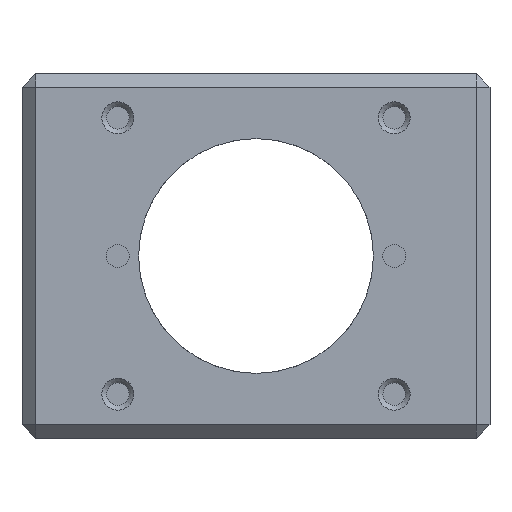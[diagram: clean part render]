
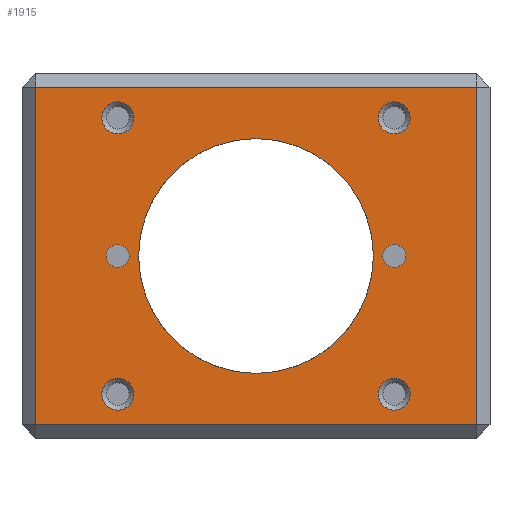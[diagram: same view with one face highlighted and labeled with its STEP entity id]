
A CAD part, front view. The second image highlights one B-rep face of the part: STEP entity #1915.
In plain terms, the highlighted planar face has unit normal (0, -1, 0).
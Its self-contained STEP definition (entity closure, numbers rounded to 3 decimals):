
#42=FACE_BOUND('',#317,.T.);
#43=FACE_BOUND('',#318,.T.);
#44=FACE_BOUND('',#319,.T.);
#45=FACE_BOUND('',#320,.T.);
#46=FACE_BOUND('',#321,.T.);
#47=FACE_BOUND('',#322,.T.);
#48=FACE_BOUND('',#323,.T.);
#93=PLANE('',#2138);
#178=FACE_OUTER_BOUND('',#316,.T.);
#316=EDGE_LOOP('',(#1474,#1475,#1476,#1477));
#317=EDGE_LOOP('',(#1478));
#318=EDGE_LOOP('',(#1479));
#319=EDGE_LOOP('',(#1480,#1481));
#320=EDGE_LOOP('',(#1482,#1483));
#321=EDGE_LOOP('',(#1484,#1485));
#322=EDGE_LOOP('',(#1486));
#323=EDGE_LOOP('',(#1487));
#464=LINE('',#3235,#574);
#465=LINE('',#3237,#575);
#466=LINE('',#3239,#576);
#467=LINE('',#3240,#577);
#574=VECTOR('',#2579,10.);
#575=VECTOR('',#2580,10.);
#576=VECTOR('',#2581,10.);
#577=VECTOR('',#2582,10.);
#726=CIRCLE('',#2135,1.73);
#729=CIRCLE('',#2139,1.73);
#730=CIRCLE('',#2140,1.73);
#731=CIRCLE('',#2141,12.74);
#732=CIRCLE('',#2142,12.74);
#733=CIRCLE('',#2143,1.25);
#734=CIRCLE('',#2144,1.25);
#735=CIRCLE('',#2145,1.25);
#736=CIRCLE('',#2146,1.25);
#737=CIRCLE('',#2147,1.73);
#901=VERTEX_POINT('',#3225);
#904=VERTEX_POINT('',#3233);
#905=VERTEX_POINT('',#3234);
#906=VERTEX_POINT('',#3236);
#907=VERTEX_POINT('',#3238);
#908=VERTEX_POINT('',#3241);
#909=VERTEX_POINT('',#3243);
#910=VERTEX_POINT('',#3245);
#911=VERTEX_POINT('',#3246);
#912=VERTEX_POINT('',#3249);
#913=VERTEX_POINT('',#3250);
#914=VERTEX_POINT('',#3253);
#915=VERTEX_POINT('',#3254);
#916=VERTEX_POINT('',#3257);
#1122=EDGE_CURVE('',#901,#901,#726,.T.);
#1126=EDGE_CURVE('',#904,#905,#464,.T.);
#1127=EDGE_CURVE('',#906,#904,#465,.T.);
#1128=EDGE_CURVE('',#907,#906,#466,.T.);
#1129=EDGE_CURVE('',#905,#907,#467,.T.);
#1130=EDGE_CURVE('',#908,#908,#729,.T.);
#1131=EDGE_CURVE('',#909,#909,#730,.T.);
#1132=EDGE_CURVE('',#910,#911,#731,.T.);
#1133=EDGE_CURVE('',#911,#910,#732,.T.);
#1134=EDGE_CURVE('',#912,#913,#733,.T.);
#1135=EDGE_CURVE('',#913,#912,#734,.T.);
#1136=EDGE_CURVE('',#914,#915,#735,.T.);
#1137=EDGE_CURVE('',#915,#914,#736,.T.);
#1138=EDGE_CURVE('',#916,#916,#737,.T.);
#1474=ORIENTED_EDGE('',*,*,#1126,.F.);
#1475=ORIENTED_EDGE('',*,*,#1127,.F.);
#1476=ORIENTED_EDGE('',*,*,#1128,.F.);
#1477=ORIENTED_EDGE('',*,*,#1129,.F.);
#1478=ORIENTED_EDGE('',*,*,#1130,.F.);
#1479=ORIENTED_EDGE('',*,*,#1131,.F.);
#1480=ORIENTED_EDGE('',*,*,#1132,.T.);
#1481=ORIENTED_EDGE('',*,*,#1133,.T.);
#1482=ORIENTED_EDGE('',*,*,#1134,.T.);
#1483=ORIENTED_EDGE('',*,*,#1135,.T.);
#1484=ORIENTED_EDGE('',*,*,#1136,.T.);
#1485=ORIENTED_EDGE('',*,*,#1137,.T.);
#1486=ORIENTED_EDGE('',*,*,#1138,.F.);
#1487=ORIENTED_EDGE('',*,*,#1122,.F.);
#1915=ADVANCED_FACE('',(#178,#42,#43,#44,#45,#46,#47,#48),#93,.T.);
#2135=AXIS2_PLACEMENT_3D('',#3226,#2570,#2571);
#2138=AXIS2_PLACEMENT_3D('',#3232,#2577,#2578);
#2139=AXIS2_PLACEMENT_3D('',#3242,#2583,#2584);
#2140=AXIS2_PLACEMENT_3D('',#3244,#2585,#2586);
#2141=AXIS2_PLACEMENT_3D('',#3247,#2587,#2588);
#2142=AXIS2_PLACEMENT_3D('',#3248,#2589,#2590);
#2143=AXIS2_PLACEMENT_3D('',#3251,#2591,#2592);
#2144=AXIS2_PLACEMENT_3D('',#3252,#2593,#2594);
#2145=AXIS2_PLACEMENT_3D('',#3255,#2595,#2596);
#2146=AXIS2_PLACEMENT_3D('',#3256,#2597,#2598);
#2147=AXIS2_PLACEMENT_3D('',#3258,#2599,#2600);
#2570=DIRECTION('center_axis',(0.,-1.,0.));
#2571=DIRECTION('ref_axis',(-1.,0.,0.));
#2577=DIRECTION('center_axis',(0.,-1.,0.));
#2578=DIRECTION('ref_axis',(1.,0.,0.));
#2579=DIRECTION('',(-1.,0.,0.));
#2580=DIRECTION('',(0.,0.,-1.));
#2581=DIRECTION('',(1.,0.,0.));
#2582=DIRECTION('',(0.,0.,1.));
#2583=DIRECTION('center_axis',(0.,-1.,0.));
#2584=DIRECTION('ref_axis',(-1.,0.,0.));
#2585=DIRECTION('center_axis',(0.,-1.,0.));
#2586=DIRECTION('ref_axis',(-1.,0.,0.));
#2587=DIRECTION('center_axis',(0.,1.,0.));
#2588=DIRECTION('ref_axis',(1.,0.,0.));
#2589=DIRECTION('center_axis',(0.,1.,0.));
#2590=DIRECTION('ref_axis',(1.,0.,0.));
#2591=DIRECTION('center_axis',(0.,1.,0.));
#2592=DIRECTION('ref_axis',(1.,0.,0.));
#2593=DIRECTION('center_axis',(0.,1.,0.));
#2594=DIRECTION('ref_axis',(1.,0.,0.));
#2595=DIRECTION('center_axis',(0.,1.,0.));
#2596=DIRECTION('ref_axis',(1.,0.,0.));
#2597=DIRECTION('center_axis',(0.,1.,0.));
#2598=DIRECTION('ref_axis',(1.,0.,0.));
#2599=DIRECTION('center_axis',(0.,-1.,0.));
#2600=DIRECTION('ref_axis',(-1.,0.,0.));
#3225=CARTESIAN_POINT('',(16.73,-25.4,34.8));
#3226=CARTESIAN_POINT('Origin',(15.,-25.4,34.8));
#3232=CARTESIAN_POINT('Origin',(-25.4,-25.4,0.));
#3233=CARTESIAN_POINT('',(23.9,-25.4,1.5));
#3234=CARTESIAN_POINT('',(-23.9,-25.4,1.5));
#3235=CARTESIAN_POINT('',(-12.7,-25.4,1.5));
#3236=CARTESIAN_POINT('',(23.9,-25.4,38.1));
#3237=CARTESIAN_POINT('',(23.9,-25.4,0.));
#3238=CARTESIAN_POINT('',(-23.9,-25.4,38.1));
#3239=CARTESIAN_POINT('',(-12.7,-25.4,38.1));
#3240=CARTESIAN_POINT('',(-23.9,-25.4,0.));
#3241=CARTESIAN_POINT('',(16.73,-25.4,4.8));
#3242=CARTESIAN_POINT('Origin',(15.,-25.4,4.8));
#3243=CARTESIAN_POINT('',(-13.271,-25.4,34.8));
#3244=CARTESIAN_POINT('Origin',(-15.,-25.4,34.8));
#3245=CARTESIAN_POINT('',(12.74,-25.4,19.8));
#3246=CARTESIAN_POINT('',(-12.74,-25.4,19.8));
#3247=CARTESIAN_POINT('Origin',(0.,-25.4,19.8));
#3248=CARTESIAN_POINT('Origin',(0.,-25.4,19.8));
#3249=CARTESIAN_POINT('',(16.25,-25.4,19.8));
#3250=CARTESIAN_POINT('',(13.75,-25.4,19.8));
#3251=CARTESIAN_POINT('Origin',(15.,-25.4,19.8));
#3252=CARTESIAN_POINT('Origin',(15.,-25.4,19.8));
#3253=CARTESIAN_POINT('',(-13.75,-25.4,19.8));
#3254=CARTESIAN_POINT('',(-16.25,-25.4,19.8));
#3255=CARTESIAN_POINT('Origin',(-15.,-25.4,19.8));
#3256=CARTESIAN_POINT('Origin',(-15.,-25.4,19.8));
#3257=CARTESIAN_POINT('',(-13.271,-25.4,4.8));
#3258=CARTESIAN_POINT('Origin',(-15.,-25.4,4.8));
